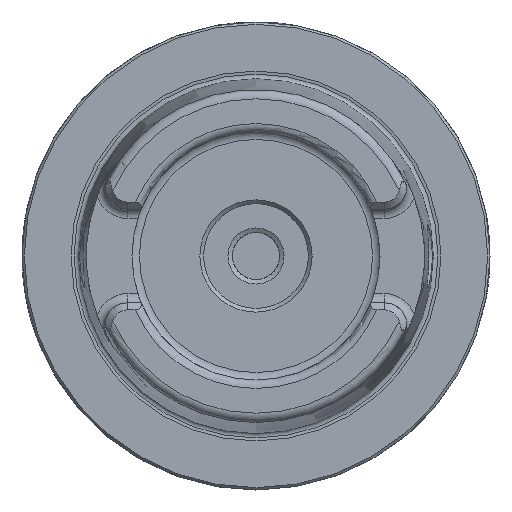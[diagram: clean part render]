
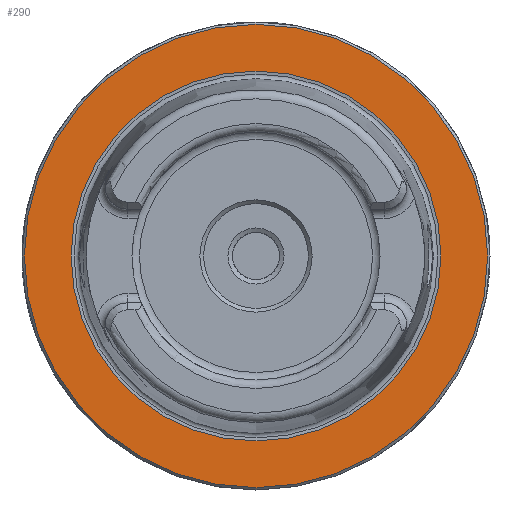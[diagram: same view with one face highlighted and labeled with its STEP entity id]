
A CAD part, left-side view. The second image highlights one B-rep face of the part: STEP entity #290.
In plain terms, the highlighted planar face has unit normal (-1, 0, 0).
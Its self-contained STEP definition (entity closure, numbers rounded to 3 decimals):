
#290 = ADVANCED_FACE( '', ( #824, #825 ), #826, .T. );
#824 = FACE_OUTER_BOUND( '', #1664, .T. );
#825 = FACE_BOUND( '', #1665, .T. );
#826 = PLANE( '', #1666 );
#1664 = EDGE_LOOP( '', ( #2600 ) );
#1665 = EDGE_LOOP( '', ( #2601 ) );
#1666 = AXIS2_PLACEMENT_3D( '', #2602, #2603, #2604 );
#2600 = ORIENTED_EDGE( '', *, *, #4740, .T. );
#2601 = ORIENTED_EDGE( '', *, *, #4741, .F. );
#2602 = CARTESIAN_POINT( '', ( 0., 0., 49.5 ) );
#2603 = DIRECTION( '', ( -1., 0., 0. ) );
#2604 = DIRECTION( '', ( 0., 0., 1. ) );
#4740 = EDGE_CURVE( '', #5567, #5567, #5568, .T. );
#4741 = EDGE_CURVE( '', #5569, #5569, #5570, .T. );
#5567 = VERTEX_POINT( '', #6768 );
#5568 = CIRCLE( '', #6769, 49.5 );
#5569 = VERTEX_POINT( '', #6770 );
#5570 = CIRCLE( '', #6771, 39.511 );
#6768 = CARTESIAN_POINT( '', ( 0., 0., 49.5 ) );
#6769 = AXIS2_PLACEMENT_3D( '', #9717, #9718, #9719 );
#6770 = CARTESIAN_POINT( '', ( 0., 0., 39.511 ) );
#6771 = AXIS2_PLACEMENT_3D( '', #9720, #9721, #9722 );
#9717 = CARTESIAN_POINT( '', ( 0., 0., 0. ) );
#9718 = DIRECTION( '', ( -1., 0., 0. ) );
#9719 = DIRECTION( '', ( 0., 0., 1. ) );
#9720 = CARTESIAN_POINT( '', ( 0., 0., 0. ) );
#9721 = DIRECTION( '', ( -1., 0., 0. ) );
#9722 = DIRECTION( '', ( 0., 0., 1. ) );
